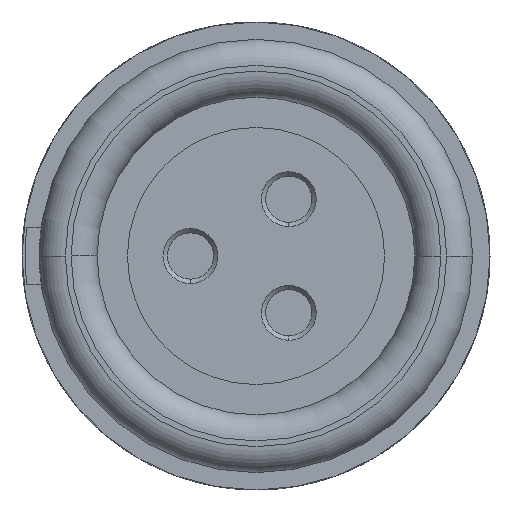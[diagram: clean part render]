
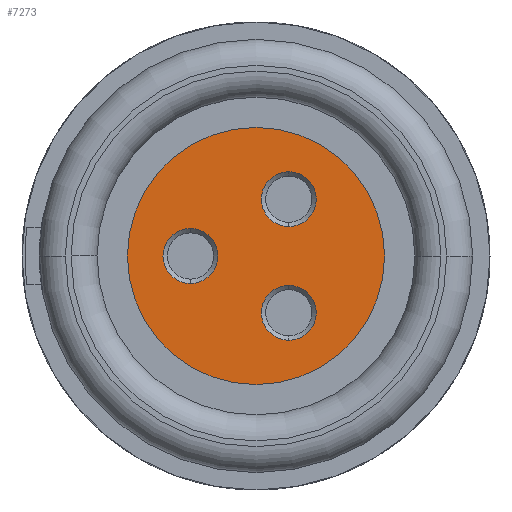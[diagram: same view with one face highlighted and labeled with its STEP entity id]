
A CAD part, left-side view. The second image highlights one B-rep face of the part: STEP entity #7273.
In plain terms, the highlighted planar face has unit normal (-1, 0, 0).
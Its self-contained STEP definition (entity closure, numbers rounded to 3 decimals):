
#3941=CARTESIAN_POINT('',(-12.5,0.,0.));
#3942=DIRECTION('',(-1.,0.,0.));
#3943=DIRECTION('',(0.,0.,1.));
#3944=AXIS2_PLACEMENT_3D('',#3941,#3942,#3943);
#3946=CARTESIAN_POINT('',(-12.5,0.,0.));
#3947=DIRECTION('',(-1.,0.,0.));
#3948=DIRECTION('',(0.,0.,-1.));
#3949=AXIS2_PLACEMENT_3D('',#3946,#3947,#3948);
#3951=CARTESIAN_POINT('',(-12.5,-1.135,-1.966));
#3952=DIRECTION('',(1.,0.,0.));
#3953=DIRECTION('',(0.,0.,-1.));
#3954=AXIS2_PLACEMENT_3D('',#3951,#3952,#3953);
#3956=CARTESIAN_POINT('',(-12.5,-1.135,-1.966));
#3957=DIRECTION('',(1.,0.,0.));
#3958=DIRECTION('',(0.,0.,1.));
#3959=AXIS2_PLACEMENT_3D('',#3956,#3957,#3958);
#3961=CARTESIAN_POINT('',(-12.5,2.27,0.));
#3962=DIRECTION('',(1.,0.,0.));
#3963=DIRECTION('',(0.,0.,-1.));
#3964=AXIS2_PLACEMENT_3D('',#3961,#3962,#3963);
#3966=CARTESIAN_POINT('',(-12.5,2.27,0.));
#3967=DIRECTION('',(1.,0.,0.));
#3968=DIRECTION('',(0.,0.,1.));
#3969=AXIS2_PLACEMENT_3D('',#3966,#3967,#3968);
#3971=CARTESIAN_POINT('',(-12.5,-1.135,1.966));
#3972=DIRECTION('',(1.,0.,0.));
#3973=DIRECTION('',(0.,0.,1.));
#3974=AXIS2_PLACEMENT_3D('',#3971,#3972,#3973);
#3976=CARTESIAN_POINT('',(-12.5,-1.135,1.966));
#3977=DIRECTION('',(1.,0.,0.));
#3978=DIRECTION('',(0.,0.,-1.));
#3979=AXIS2_PLACEMENT_3D('',#3976,#3977,#3978);
#4102=CARTESIAN_POINT('',(-12.5,0.,4.45));
#4103=CARTESIAN_POINT('',(-12.5,0.,-4.45));
#4104=VERTEX_POINT('',#4102);
#4105=VERTEX_POINT('',#4103);
#4198=CARTESIAN_POINT('',(-12.5,-1.135,-2.916));
#4199=CARTESIAN_POINT('',(-12.5,-1.135,-1.016));
#4200=VERTEX_POINT('',#4198);
#4201=VERTEX_POINT('',#4199);
#4206=CARTESIAN_POINT('',(-12.5,2.27,-0.95));
#4207=CARTESIAN_POINT('',(-12.5,2.27,0.95));
#4208=VERTEX_POINT('',#4206);
#4209=VERTEX_POINT('',#4207);
#4214=CARTESIAN_POINT('',(-12.5,-1.135,2.916));
#4215=CARTESIAN_POINT('',(-12.5,-1.135,1.016));
#4216=VERTEX_POINT('',#4214);
#4217=VERTEX_POINT('',#4215);
#7246=CARTESIAN_POINT('',(-12.5,0.,0.));
#7247=DIRECTION('',(1.,0.,0.));
#7248=DIRECTION('',(0.,0.,-1.));
#7249=AXIS2_PLACEMENT_3D('',#7246,#7247,#7248);
#7250=PLANE('',#7249);
#7251=ORIENTED_EDGE('',*,*,#7228,.F.);
#7252=ORIENTED_EDGE('',*,*,#7239,.F.);
#7253=EDGE_LOOP('',(#7251,#7252));
#7254=FACE_OUTER_BOUND('',#7253,.F.);
#7256=ORIENTED_EDGE('',*,*,#7255,.F.);
#7258=ORIENTED_EDGE('',*,*,#7257,.F.);
#7259=EDGE_LOOP('',(#7256,#7258));
#7260=FACE_BOUND('',#7259,.F.);
#7262=ORIENTED_EDGE('',*,*,#7261,.F.);
#7264=ORIENTED_EDGE('',*,*,#7263,.F.);
#7265=EDGE_LOOP('',(#7262,#7264));
#7266=FACE_BOUND('',#7265,.F.);
#7268=ORIENTED_EDGE('',*,*,#7267,.F.);
#7270=ORIENTED_EDGE('',*,*,#7269,.F.);
#7271=EDGE_LOOP('',(#7268,#7270));
#7272=FACE_BOUND('',#7271,.F.);
#7273=ADVANCED_FACE('',(#7254,#7260,#7266,#7272),#7250,.F.);
#3945=CIRCLE('',#3944,4.45);
#3950=CIRCLE('',#3949,4.45);
#3955=CIRCLE('',#3954,0.95);
#3960=CIRCLE('',#3959,0.95);
#3965=CIRCLE('',#3964,0.95);
#3970=CIRCLE('',#3969,0.95);
#3975=CIRCLE('',#3974,0.95);
#3980=CIRCLE('',#3979,0.95);
#7228=EDGE_CURVE('',#4104,#4105,#3945,.T.);
#7239=EDGE_CURVE('',#4105,#4104,#3950,.T.);
#7255=EDGE_CURVE('',#4200,#4201,#3955,.T.);
#7257=EDGE_CURVE('',#4201,#4200,#3960,.T.);
#7261=EDGE_CURVE('',#4208,#4209,#3965,.T.);
#7263=EDGE_CURVE('',#4209,#4208,#3970,.T.);
#7267=EDGE_CURVE('',#4216,#4217,#3975,.T.);
#7269=EDGE_CURVE('',#4217,#4216,#3980,.T.);
